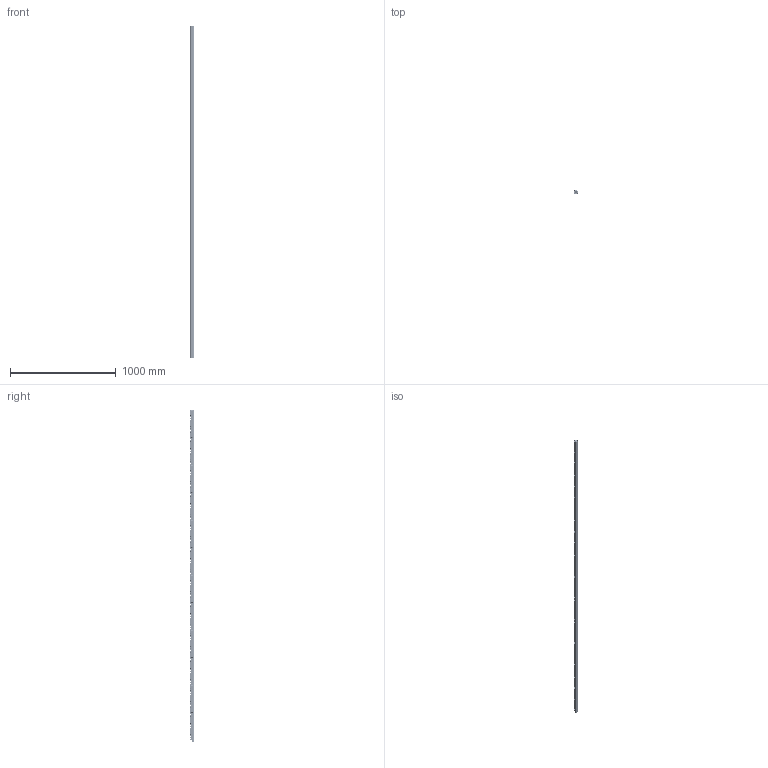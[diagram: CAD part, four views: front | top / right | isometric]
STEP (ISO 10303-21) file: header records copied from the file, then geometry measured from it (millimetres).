
FILE_DESCRIPTION((''),'2;1');
FILE_NAME('S012864551_ASM','2018-10-11T',('RCRU51'),('Rex Nord Marbet spa'),'PRO/ENGINEER BY PARAMETRIC TECHNOLOGY CORPORATION, 2013230','PRO/ENGINEER BY PARAMETRIC TECHNOLOGY CORPORATION, 2013230','');
FILE_SCHEMA(('CONFIG_CONTROL_DESIGN'));
Length unit declared in the file: millimetre
Products named in the file (5): 10375396_A; 61823-1; 39080; 635483-1-ANNULLATO; S012864551_ASM
Assembly tree (385 placements, depth 2):
  S012864551_ASM
    10375396_A
    61823-1  x24
    39080  x180
    635483-1-ANNULLATO  x180
Bounding box: 46.4 x 34.85 x 3133.15 mm (x, y, z)
Volume: 2285895.3 mm3; surface area: 1389713.7 mm2
Topology: 385 solids, 385 shells, 10382 faces, 23964 edges, 14712 vertices
Faces by surface type: cylinder 3676, torus 2976, plane 2650, cone 1080
Entity records: 10061 total; most frequent: DIRECTION 2000, CARTESIAN_POINT 1725, ORIENTED_EDGE 1156, AXIS2_PLACEMENT_3D 857, EDGE_CURVE 578, PRODUCT_DEFINITION_SHAPE 390, ITEM_DEFINED_TRANSFORMATION 385, CONTEXT_DEPENDENT_SHAPE_REPRESENTATION 385
